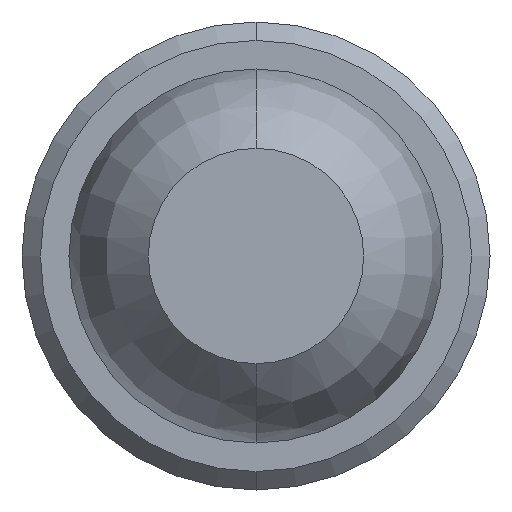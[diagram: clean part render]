
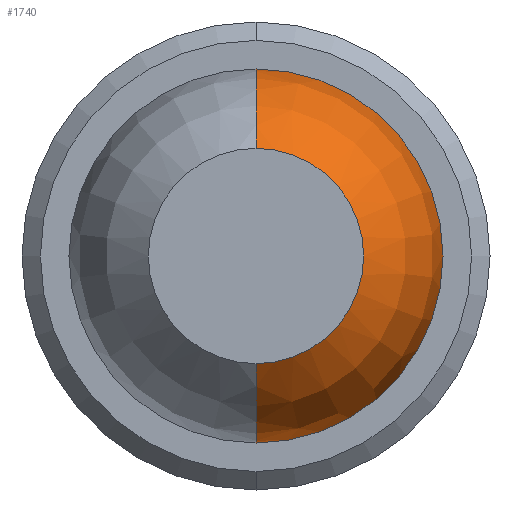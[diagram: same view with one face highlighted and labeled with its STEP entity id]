
A CAD part, front view. The second image highlights one B-rep face of the part: STEP entity #1740.
In plain terms, the highlighted toroidal (fillet/blend) face has major radius 0.005 mm and minor radius 1.01 mm.
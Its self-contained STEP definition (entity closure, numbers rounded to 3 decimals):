
#19 = CIRCLE ( 'NONE', #965, 0.584 ) ;
#114 = FACE_OUTER_BOUND ( 'NONE', #2472, .T. ) ;
#136 = DIRECTION ( 'NONE',  ( 0., 1., 0. ) ) ;
#269 = EDGE_CURVE ( 'NONE', #3592, #960, #1491, .T. ) ;
#542 = CARTESIAN_POINT ( 'NONE',  ( 0., -23.873, -0.005 ) ) ;
#662 = AXIS2_PLACEMENT_3D ( 'NONE', #790, #2095, #3675 ) ;
#704 = CARTESIAN_POINT ( 'NONE',  ( 0., -24.7, 0. ) ) ;
#790 = CARTESIAN_POINT ( 'NONE',  ( 0., -23.873, 0. ) ) ;
#960 = VERTEX_POINT ( 'NONE', #1186 ) ;
#965 = AXIS2_PLACEMENT_3D ( 'NONE', #704, #3890, #1332 ) ;
#1034 = EDGE_CURVE ( 'Defeature ausgef�hrt1_12+Defeature ausgef�hrt1_7+Defeature ausgef�hrt1_7+Defeature ausgef�hrt1_7', #3592, #3170, #19, .T. ) ;
#1148 = EDGE_CURVE ( 'NONE', #3170, #1908, #2511, .T. ) ;
#1186 = CARTESIAN_POINT ( 'NONE',  ( 0., -23.873, -1.015 ) ) ;
#1246 = DIRECTION ( 'NONE',  ( 0., 0., -1. ) ) ;
#1332 = DIRECTION ( 'NONE',  ( 0., 0., -1. ) ) ;
#1401 = AXIS2_PLACEMENT_3D ( 'NONE', #3937, #136, #3614 ) ;
#1491 = CIRCLE ( 'NONE', #3481, 1.01 ) ;
#1529 = CIRCLE ( 'NONE', #662, 1.015 ) ;
#1698 = ORIENTED_EDGE ( 'NONE', *, *, #3277, .F. ) ;
#1736 = DIRECTION ( 'NONE',  ( -1., 0., 0. ) ) ;
#1740 = ADVANCED_FACE ( 'Defeature ausgef�hrt1_7', ( #114 ), #2947, .T. ) ;
#1908 = VERTEX_POINT ( 'NONE', #3431 ) ;
#2037 = CARTESIAN_POINT ( 'NONE',  ( 0., -23.873, 0.005 ) ) ;
#2066 = ORIENTED_EDGE ( 'NONE', *, *, #1148, .F. ) ;
#2095 = DIRECTION ( 'NONE',  ( 0., 1., 0. ) ) ;
#2106 = CARTESIAN_POINT ( 'NONE',  ( 0., -24.7, -0.584 ) ) ;
#2277 = AXIS2_PLACEMENT_3D ( 'NONE', #2037, #1736, #3951 ) ;
#2472 = EDGE_LOOP ( 'NONE', ( #2539, #3439, #1698, #2066 ) ) ;
#2511 = CIRCLE ( 'NONE', #2277, 1.01 ) ;
#2539 = ORIENTED_EDGE ( 'NONE', *, *, #1034, .F. ) ;
#2892 = CARTESIAN_POINT ( 'NONE',  ( 0., -24.7, 0.584 ) ) ;
#2947 = TOROIDAL_SURFACE ( 'NONE', #1401, 0.005, 1.01 ) ;
#3141 = DIRECTION ( 'NONE',  ( 1., 0., 0. ) ) ;
#3170 = VERTEX_POINT ( 'NONE', #2892 ) ;
#3277 = EDGE_CURVE ( 'Defeature ausgef�hrt1_8+Defeature ausgef�hrt1_7+Defeature ausgef�hrt1_7+Defeature ausgef�hrt1_7', #1908, #960, #1529, .T. ) ;
#3431 = CARTESIAN_POINT ( 'NONE',  ( 0., -23.873, 1.015 ) ) ;
#3439 = ORIENTED_EDGE ( 'NONE', *, *, #269, .T. ) ;
#3481 = AXIS2_PLACEMENT_3D ( 'NONE', #542, #3141, #1246 ) ;
#3592 = VERTEX_POINT ( 'NONE', #2106 ) ;
#3614 = DIRECTION ( 'NONE',  ( 0., 0., 1. ) ) ;
#3675 = DIRECTION ( 'NONE',  ( 0., 0., 1. ) ) ;
#3890 = DIRECTION ( 'NONE',  ( 0., -1., 0. ) ) ;
#3937 = CARTESIAN_POINT ( 'NONE',  ( 0., -23.873, 0. ) ) ;
#3951 = DIRECTION ( 'NONE',  ( 0., 0., 1. ) ) ;
